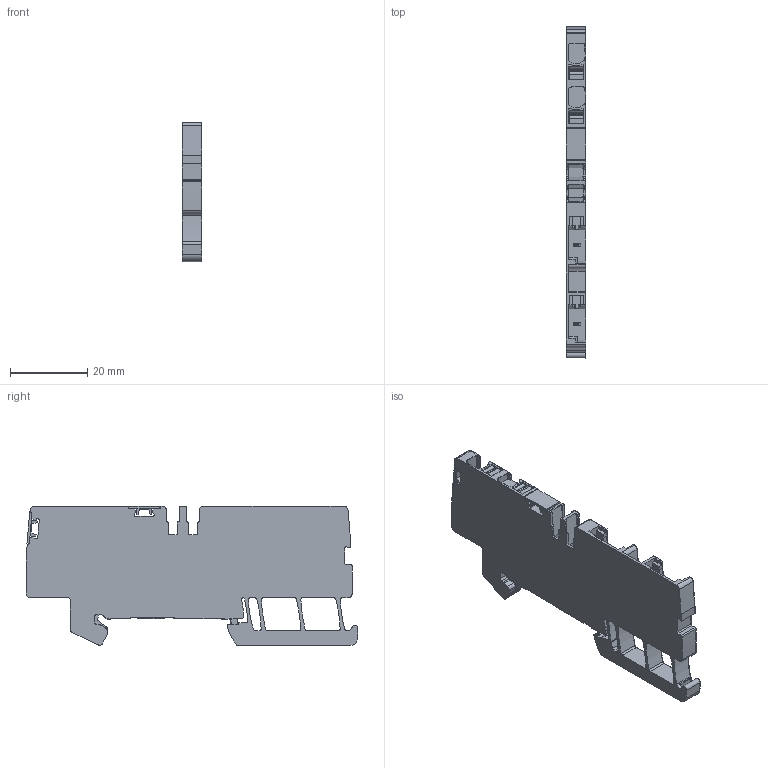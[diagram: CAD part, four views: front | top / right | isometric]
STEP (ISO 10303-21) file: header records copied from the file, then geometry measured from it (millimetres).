
FILE_DESCRIPTION(('CATIA V5R22 STEP214','CAx-IF Rec.Pracs.--- Model Styling and Organization---1.4--- 2014-01-23'),'2;1');
FILE_NAME ('1135736-2_1', '2019-07-05T12:05:28+00:00', ('Weidmueller Interface'), ('Weidmueller'), 'CATIA Version 5-6 Release 2016 SP3 HF44', 'CATIA V5 STEP AP214', 'none');
FILE_SCHEMA(('AUTOMOTIVE_DESIGN { 1 0 10303 214 1 1 1 1 }'));
Length unit declared in the file: millimetre
Products named in the file (1): 2675900000_APGTB_2.5_PE_4C-2_DL
Bounding box: 5.1 x 86.14 x 36.2 mm (x, y, z)
Volume: 9980.7 mm3; surface area: 12469.1 mm2
Topology: 14 solids, 14 shells, 1050 faces, 3029 edges, 2013 vertices
Faces by surface type: plane 524, cylinder 446, extrusion 40, torus 40
Entity records: 33726 total; most frequent: CARTESIAN_POINT 6842, ORIENTED_EDGE 6058, DIRECTION 4665, EDGE_CURVE 3029, VECTOR 2013, VERTEX_POINT 2013, LINE 1973, AXIS2_PLACEMENT_3D 1775
